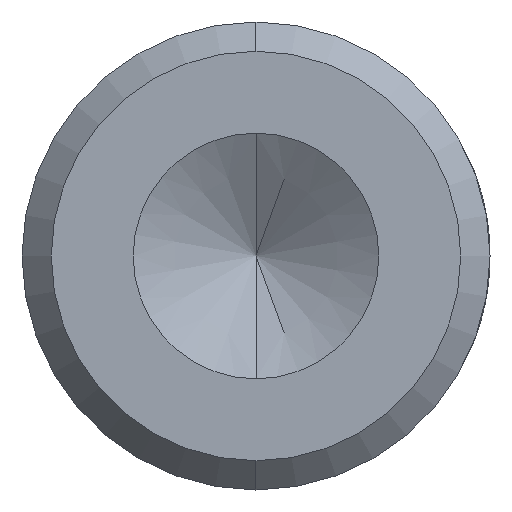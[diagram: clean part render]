
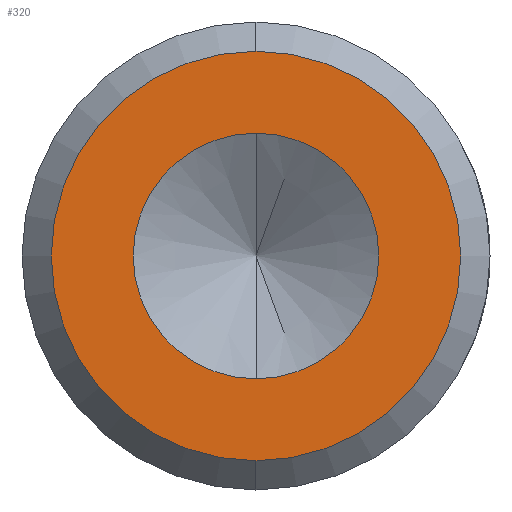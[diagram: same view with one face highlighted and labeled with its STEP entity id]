
A CAD part, left-side view. The second image highlights one B-rep face of the part: STEP entity #320.
In plain terms, the highlighted planar face has unit normal (-1, 0, 0).
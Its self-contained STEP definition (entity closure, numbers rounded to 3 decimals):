
#9 = CIRCLE ( 'NONE', #471, 3.501 ) ;
#26 = CARTESIAN_POINT ( 'NONE',  ( 0., 0., 0. ) ) ;
#49 = EDGE_CURVE ( 'NONE', #731, #458, #9, .T. ) ;
#56 = DIRECTION ( 'NONE',  ( -1., 0., 0. ) ) ;
#68 = CARTESIAN_POINT ( 'NONE',  ( 0., 0., 3.501 ) ) ;
#154 = DIRECTION ( 'NONE',  ( -1., 0., 0. ) ) ;
#183 = EDGE_LOOP ( 'NONE', ( #1267, #807 ) ) ;
#252 = DIRECTION ( 'NONE',  ( -1., 0., 0. ) ) ;
#291 = AXIS2_PLACEMENT_3D ( 'NONE', #832, #252, #932 ) ;
#320 = ADVANCED_FACE ( 'NONE', ( #1176, #915 ), #669, .T. ) ;
#321 = DIRECTION ( 'NONE',  ( -1., 0., 0. ) ) ;
#413 = CARTESIAN_POINT ( 'NONE',  ( 0., 0., -3.501 ) ) ;
#458 = VERTEX_POINT ( 'NONE', #68 ) ;
#471 = AXIS2_PLACEMENT_3D ( 'NONE', #26, #321, #991 ) ;
#494 = VERTEX_POINT ( 'NONE', #1223 ) ;
#505 = CARTESIAN_POINT ( 'NONE',  ( 0., 0., 2.1 ) ) ;
#528 = DIRECTION ( 'NONE',  ( -1., 0., 0. ) ) ;
#581 = CIRCLE ( 'NONE', #775, 3.501 ) ;
#656 = AXIS2_PLACEMENT_3D ( 'NONE', #750, #154, #843 ) ;
#669 = PLANE ( 'NONE',  #885 ) ;
#695 = VERTEX_POINT ( 'NONE', #505 ) ;
#726 = ORIENTED_EDGE ( 'NONE', *, *, #49, .T. ) ;
#731 = VERTEX_POINT ( 'NONE', #413 ) ;
#750 = CARTESIAN_POINT ( 'NONE',  ( 0., 0., 0. ) ) ;
#757 = ORIENTED_EDGE ( 'NONE', *, *, #1056, .T. ) ;
#763 = DIRECTION ( 'NONE',  ( 0., 0., 1. ) ) ;
#775 = AXIS2_PLACEMENT_3D ( 'NONE', #1099, #528, #1196 ) ;
#807 = ORIENTED_EDGE ( 'NONE', *, *, #1018, .F. ) ;
#832 = CARTESIAN_POINT ( 'NONE',  ( 0., 0., 0. ) ) ;
#843 = DIRECTION ( 'NONE',  ( 0., 0., 1. ) ) ;
#847 = CARTESIAN_POINT ( 'NONE',  ( 0., 0., 0. ) ) ;
#856 = CIRCLE ( 'NONE', #656, 2.1 ) ;
#885 = AXIS2_PLACEMENT_3D ( 'NONE', #847, #56, #763 ) ;
#915 = FACE_BOUND ( 'NONE', #183, .T. ) ;
#932 = DIRECTION ( 'NONE',  ( 0., 0., 1. ) ) ;
#991 = DIRECTION ( 'NONE',  ( 0., 0., 1. ) ) ;
#1018 = EDGE_CURVE ( 'NONE', #494, #695, #856, .T. ) ;
#1056 = EDGE_CURVE ( 'NONE', #458, #731, #581, .T. ) ;
#1081 = CIRCLE ( 'NONE', #291, 2.1 ) ;
#1099 = CARTESIAN_POINT ( 'NONE',  ( 0., 0., 0. ) ) ;
#1176 = FACE_OUTER_BOUND ( 'NONE', #1226, .T. ) ;
#1196 = DIRECTION ( 'NONE',  ( 0., 0., 1. ) ) ;
#1200 = EDGE_CURVE ( 'NONE', #695, #494, #1081, .T. ) ;
#1223 = CARTESIAN_POINT ( 'NONE',  ( 0., 0., -2.1 ) ) ;
#1226 = EDGE_LOOP ( 'NONE', ( #726, #757 ) ) ;
#1267 = ORIENTED_EDGE ( 'NONE', *, *, #1200, .F. ) ;
